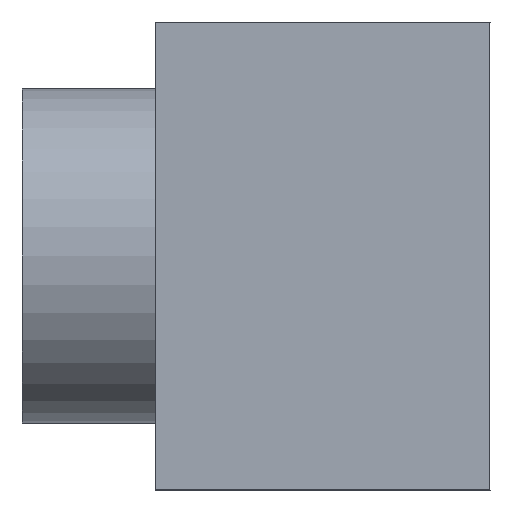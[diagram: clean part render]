
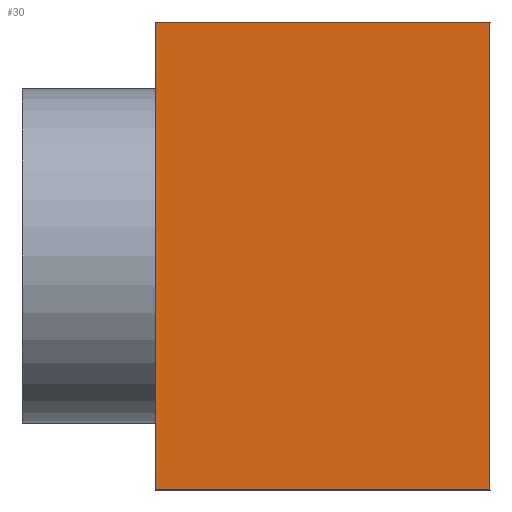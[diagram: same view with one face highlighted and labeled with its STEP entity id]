
A CAD part, left-side view. The second image highlights one B-rep face of the part: STEP entity #30.
In plain terms, the highlighted planar face has unit normal (-1, 0, 0).
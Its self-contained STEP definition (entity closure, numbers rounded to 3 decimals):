
#5 = VECTOR ( 'NONE', #87, 1000. ) ;
#6 = CARTESIAN_POINT ( 'NONE',  ( -10., 0., -3.5 ) ) ;
#17 = PLANE ( 'NONE',  #27 ) ;
#27 = AXIS2_PLACEMENT_3D ( 'NONE', #153, #202, #285 ) ;
#28 = LINE ( 'NONE', #318, #72 ) ;
#30 = ADVANCED_FACE ( 'NONE', ( #104 ), #17, .F. ) ;
#31 = DIRECTION ( 'NONE',  ( 0., -1., 0. ) ) ;
#39 = ORIENTED_EDGE ( 'NONE', *, *, #148, .T. ) ;
#58 = CARTESIAN_POINT ( 'NONE',  ( -10., 0., 3.5 ) ) ;
#62 = CARTESIAN_POINT ( 'NONE',  ( -10., 5., 3.5 ) ) ;
#66 = VERTEX_POINT ( 'NONE', #133 ) ;
#72 = VECTOR ( 'NONE', #263, 1000. ) ;
#87 = DIRECTION ( 'NONE',  ( 0., 0., 1. ) ) ;
#98 = VERTEX_POINT ( 'NONE', #58 ) ;
#104 = FACE_OUTER_BOUND ( 'NONE', #176, .T. ) ;
#112 = CARTESIAN_POINT ( 'NONE',  ( -10., 5., -3.5 ) ) ;
#115 = CARTESIAN_POINT ( 'NONE',  ( -10., 5., 3.5 ) ) ;
#119 = ORIENTED_EDGE ( 'NONE', *, *, #209, .T. ) ;
#120 = VERTEX_POINT ( 'NONE', #6 ) ;
#133 = CARTESIAN_POINT ( 'NONE',  ( -10., 5., -3.5 ) ) ;
#148 = EDGE_CURVE ( 'NONE', #66, #120, #164, .T. ) ;
#153 = CARTESIAN_POINT ( 'NONE',  ( -10., 5., 3.5 ) ) ;
#158 = CARTESIAN_POINT ( 'NONE',  ( -10., 5., 3.5 ) ) ;
#164 = LINE ( 'NONE', #112, #171 ) ;
#171 = VECTOR ( 'NONE', #31, 1000. ) ;
#175 = VERTEX_POINT ( 'NONE', #62 ) ;
#176 = EDGE_LOOP ( 'NONE', ( #119, #205, #331, #39 ) ) ;
#182 = LINE ( 'NONE', #158, #302 ) ;
#202 = DIRECTION ( 'NONE',  ( 1., 0., 0. ) ) ;
#205 = ORIENTED_EDGE ( 'NONE', *, *, #214, .F. ) ;
#209 = EDGE_CURVE ( 'NONE', #120, #98, #28, .T. ) ;
#214 = EDGE_CURVE ( 'NONE', #175, #98, #182, .T. ) ;
#236 = DIRECTION ( 'NONE',  ( 0., -1., 0. ) ) ;
#263 = DIRECTION ( 'NONE',  ( 0., 0., 1. ) ) ;
#285 = DIRECTION ( 'NONE',  ( 0., 0., -1. ) ) ;
#302 = VECTOR ( 'NONE', #236, 1000. ) ;
#318 = CARTESIAN_POINT ( 'NONE',  ( -10., 0., 3.5 ) ) ;
#324 = EDGE_CURVE ( 'NONE', #66, #175, #328, .T. ) ;
#328 = LINE ( 'NONE', #115, #5 ) ;
#331 = ORIENTED_EDGE ( 'NONE', *, *, #324, .F. ) ;
